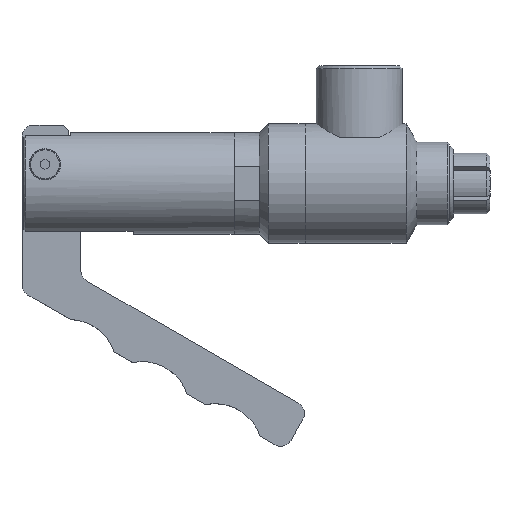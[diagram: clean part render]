
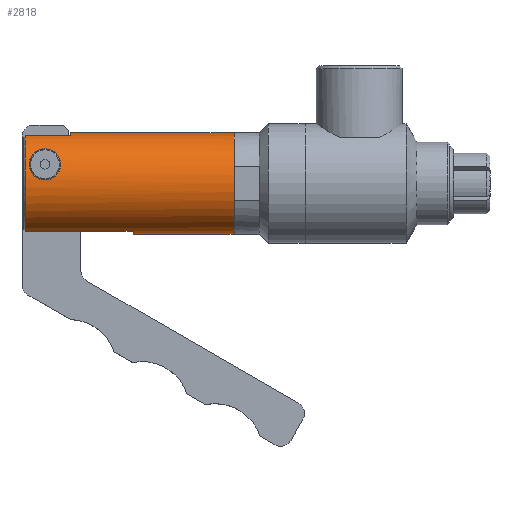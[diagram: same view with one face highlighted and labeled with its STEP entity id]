
A CAD part, top view. The second image highlights one B-rep face of the part: STEP entity #2818.
In plain terms, the highlighted cylindrical face has radius 13.462 mm (diameter 26.924 mm), a full revolution.
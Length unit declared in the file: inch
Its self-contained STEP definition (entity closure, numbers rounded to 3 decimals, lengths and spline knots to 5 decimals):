
#50=B_SPLINE_CURVE_WITH_KNOTS($,3,(#4124,#4125,#4126,#4127,#4128,#4129,
#4130,#4131,#4132,#4133,#4134,#4135,#4136,#4137,#4138,#4139,#4140,#4141,
#4142,#4143,#4144,#4145,#4146,#4147,#4148,#4149,#4150,#4151,#4152,#4153,
#4154,#4155,#4156,#4157),.UNSPECIFIED.,.T.,.F.,(4,2,2,2,2,2,2,2,2,2,2,2,
2,2,2,2,4),(0.,0.15668,0.31335,0.47644,0.63953,
0.82205,1.00457,1.16495,1.32534,1.48572,
1.64611,1.82862,2.01114,2.17423,2.33732,
2.494,2.65068),.UNSPECIFIED.);
#51=B_SPLINE_CURVE_WITH_KNOTS($,3,(#4160,#4161,#4162,#4163,#4164,#4165,
#4166,#4167,#4168,#4169,#4170,#4171,#4172,#4173,#4174,#4175,#4176,#4177,
#4178,#4179,#4180,#4181,#4182,#4183,#4184,#4185,#4186,#4187,#4188,#4189,
#4190,#4191,#4192,#4193),.UNSPECIFIED.,.T.,.F.,(4,2,2,2,2,2,2,2,2,2,2,2,
2,2,2,2,4),(0.,0.0905,0.18099,0.27693,0.37288,
0.47505,0.57722,0.66858,0.75994,
0.8513,0.94266,1.04483,1.147,1.24294,
1.33888,1.42938,1.51987),.UNSPECIFIED.);
#298=LINE($,#5105,#504);
#299=LINE($,#5107,#505);
#300=LINE($,#5111,#506);
#301=LINE($,#5115,#507);
#504=VECTOR($,#3836,0.475);
#505=VECTOR($,#3837,0.475);
#506=VECTOR($,#3840,1.125);
#507=VECTOR($,#3843,1.125);
#653=FACE_BOUND($,#1010,.T.);
#654=FACE_BOUND($,#1011,.T.);
#655=FACE_BOUND($,#1012,.T.);
#656=FACE_BOUND($,#1013,.T.);
#1010=EDGE_LOOP($,(#2527));
#1011=EDGE_LOOP($,(#2528));
#1012=EDGE_LOOP($,(#2529));
#1013=EDGE_LOOP($,(#2530,#2531,#2532,#2533,#2534,#2535,#2536,#2537));
#1169=CIRCLE($,#3095,0.53);
#1170=CIRCLE($,#3097,0.53);
#1171=CIRCLE($,#3098,0.53);
#1172=CIRCLE($,#3099,0.53);
#1173=CIRCLE($,#3100,0.53);
#1251=VERTEX_POINT($,#4123);
#1252=VERTEX_POINT($,#4159);
#1432=VERTEX_POINT($,#5093);
#1433=VERTEX_POINT($,#5094);
#1436=VERTEX_POINT($,#5102);
#1437=VERTEX_POINT($,#5104);
#1438=VERTEX_POINT($,#5106);
#1439=VERTEX_POINT($,#5108);
#1440=VERTEX_POINT($,#5110);
#1441=VERTEX_POINT($,#5112);
#1442=VERTEX_POINT($,#5114);
#1550=EDGE_CURVE($,#1251,#1251,#50,.T.);
#1551=EDGE_CURVE($,#1252,#1252,#51,.T.);
#1815=EDGE_CURVE($,#1432,#1433,#1169,.T.);
#1819=EDGE_CURVE($,#1436,#1436,#1170,.T.);
#1820=EDGE_CURVE($,#1437,#1432,#298,.T.);
#1821=EDGE_CURVE($,#1433,#1438,#299,.T.);
#1822=EDGE_CURVE($,#1438,#1439,#1171,.T.);
#1823=EDGE_CURVE($,#1439,#1440,#300,.T.);
#1824=EDGE_CURVE($,#1440,#1441,#1172,.T.);
#1825=EDGE_CURVE($,#1441,#1442,#301,.T.);
#1826=EDGE_CURVE($,#1442,#1437,#1173,.T.);
#2527=ORIENTED_EDGE($,*,*,#1550,.T.);
#2528=ORIENTED_EDGE($,*,*,#1551,.T.);
#2529=ORIENTED_EDGE($,*,*,#1819,.F.);
#2530=ORIENTED_EDGE($,*,*,#1820,.T.);
#2531=ORIENTED_EDGE($,*,*,#1815,.T.);
#2532=ORIENTED_EDGE($,*,*,#1821,.T.);
#2533=ORIENTED_EDGE($,*,*,#1822,.T.);
#2534=ORIENTED_EDGE($,*,*,#1823,.T.);
#2535=ORIENTED_EDGE($,*,*,#1824,.T.);
#2536=ORIENTED_EDGE($,*,*,#1825,.T.);
#2537=ORIENTED_EDGE($,*,*,#1826,.T.);
#2669=CYLINDRICAL_SURFACE($,#3096,0.53);
#2818=ADVANCED_FACE($,(#653,#654,#655,#656),#2669,.T.);
#3095=AXIS2_PLACEMENT_3D($,#5095,#3827,#3828);
#3096=AXIS2_PLACEMENT_3D($,#5101,#3832,#3833);
#3097=AXIS2_PLACEMENT_3D($,#5103,#3834,#3835);
#3098=AXIS2_PLACEMENT_3D($,#5109,#3838,#3839);
#3099=AXIS2_PLACEMENT_3D($,#5113,#3841,#3842);
#3100=AXIS2_PLACEMENT_3D($,#5116,#3844,#3845);
#3827=DIRECTION('center_axis',(1.,0.,0.));
#3828=DIRECTION('ref_axis',(0.,1.,0.));
#3832=DIRECTION('center_axis',(1.,0.,0.));
#3833=DIRECTION('ref_axis',(0.,1.,0.));
#3834=DIRECTION('center_axis',(1.,0.,0.));
#3835=DIRECTION('ref_axis',(0.,1.,0.));
#3836=DIRECTION($,(1.,0.,0.));
#3837=DIRECTION($,(-1.,0.,0.));
#3838=DIRECTION('center_axis',(1.,0.,0.));
#3839=DIRECTION('ref_axis',(0.,1.,0.));
#3840=DIRECTION($,(1.,0.,0.));
#3841=DIRECTION('center_axis',(1.,0.,0.));
#3842=DIRECTION('ref_axis',(0.,1.,0.));
#3843=DIRECTION($,(-1.,0.,0.));
#3844=DIRECTION('center_axis',(1.,0.,0.));
#3845=DIRECTION('ref_axis',(0.,1.,0.));
#4123=CARTESIAN_POINT('',(0.22,0.036,0.52878));
#4124=CARTESIAN_POINT('Ctrl Pts',(0.22,0.036,0.52878));
#4125=CARTESIAN_POINT('Ctrl Pts',(0.19944,0.036,0.52878));
#4126=CARTESIAN_POINT('Ctrl Pts',(0.17751,0.04011,
0.52855));
#4127=CARTESIAN_POINT('Ctrl Pts',(0.1372,0.05677,
0.52702));
#4128=CARTESIAN_POINT('Ctrl Pts',(0.11882,0.06932,
0.52565));
#4129=CARTESIAN_POINT('Ctrl Pts',(0.08926,0.09873,
0.52094));
#4130=CARTESIAN_POINT('Ctrl Pts',(0.07646,0.11769,
0.5172));
#4131=CARTESIAN_POINT('Ctrl Pts',(0.05984,0.15843,
0.50621));
#4132=CARTESIAN_POINT('Ctrl Pts',(0.056,0.18018,
0.49889));
#4133=CARTESIAN_POINT('Ctrl Pts',(0.056,0.22218,
0.48178));
#4134=CARTESIAN_POINT('Ctrl Pts',(0.06071,0.24507,
0.47054));
#4135=CARTESIAN_POINT('Ctrl Pts',(0.07879,0.28639,
0.4466));
#4136=CARTESIAN_POINT('Ctrl Pts',(0.09211,0.30485,0.43394));
#4137=CARTESIAN_POINT('Ctrl Pts',(0.12121,0.33224,0.41325));
#4138=CARTESIAN_POINT('Ctrl Pts',(0.13847,0.34384,0.40347));
#4139=CARTESIAN_POINT('Ctrl Pts',(0.1773,0.35973,0.38937));
#4140=CARTESIAN_POINT('Ctrl Pts',(0.19895,0.364,0.38523));
#4141=CARTESIAN_POINT('Ctrl Pts',(0.24105,0.364,0.38523));
#4142=CARTESIAN_POINT('Ctrl Pts',(0.2627,0.35973,0.38937));
#4143=CARTESIAN_POINT('Ctrl Pts',(0.30153,0.34384,0.40347));
#4144=CARTESIAN_POINT('Ctrl Pts',(0.31879,0.33224,0.41325));
#4145=CARTESIAN_POINT('Ctrl Pts',(0.34789,0.30485,0.43394));
#4146=CARTESIAN_POINT('Ctrl Pts',(0.36121,0.28639,0.4466));
#4147=CARTESIAN_POINT('Ctrl Pts',(0.37929,0.24507,0.47054));
#4148=CARTESIAN_POINT('Ctrl Pts',(0.384,0.22218,0.48178));
#4149=CARTESIAN_POINT('Ctrl Pts',(0.384,0.18018,0.49889));
#4150=CARTESIAN_POINT('Ctrl Pts',(0.38016,0.15843,0.50621));
#4151=CARTESIAN_POINT('Ctrl Pts',(0.36354,0.11769,0.5172));
#4152=CARTESIAN_POINT('Ctrl Pts',(0.35074,0.09873,0.52094));
#4153=CARTESIAN_POINT('Ctrl Pts',(0.32118,0.06932,
0.52565));
#4154=CARTESIAN_POINT('Ctrl Pts',(0.3028,0.05677,
0.52702));
#4155=CARTESIAN_POINT('Ctrl Pts',(0.26249,0.04011,
0.52855));
#4156=CARTESIAN_POINT('Ctrl Pts',(0.24056,0.036,0.52878));
#4157=CARTESIAN_POINT('Ctrl Pts',(0.22,0.036,0.52878));
#4159=CARTESIAN_POINT('',(0.22,0.105,-0.51949));
#4160=CARTESIAN_POINT('Ctrl Pts',(0.22,0.105,-0.51949));
#4161=CARTESIAN_POINT('Ctrl Pts',(0.23188,0.105,-0.51949));
#4162=CARTESIAN_POINT('Ctrl Pts',(0.24453,0.10737,-0.51903));
#4163=CARTESIAN_POINT('Ctrl Pts',(0.26776,0.11692,-0.51697));
#4164=CARTESIAN_POINT('Ctrl Pts',(0.27833,0.12411,-0.51533));
#4165=CARTESIAN_POINT('Ctrl Pts',(0.29549,0.141,-0.51098));
#4166=CARTESIAN_POINT('Ctrl Pts',(0.30296,0.15198,-0.50789));
#4167=CARTESIAN_POINT('Ctrl Pts',(0.31272,0.17565,-0.5002));
#4168=CARTESIAN_POINT('Ctrl Pts',(0.315,0.18834,-0.49557));
#4169=CARTESIAN_POINT('Ctrl Pts',(0.315,0.21242,-0.48576));
#4170=CARTESIAN_POINT('Ctrl Pts',(0.31244,0.22547,-0.47984));
#4171=CARTESIAN_POINT('Ctrl Pts',(0.30222,0.24932,-0.46788));
#4172=CARTESIAN_POINT('Ctrl Pts',(0.29458,0.26015,-0.46187));
#4173=CARTESIAN_POINT('Ctrl Pts',(0.27755,0.27639,-0.45231));
#4174=CARTESIAN_POINT('Ctrl Pts',(0.26734,0.28328,-0.44798));
#4175=CARTESIAN_POINT('Ctrl Pts',(0.24456,0.29259,-0.44195));
#4176=CARTESIAN_POINT('Ctrl Pts',(0.23199,0.295,-0.44031));
#4177=CARTESIAN_POINT('Ctrl Pts',(0.20801,0.295,-0.44031));
#4178=CARTESIAN_POINT('Ctrl Pts',(0.19544,0.29259,-0.44195));
#4179=CARTESIAN_POINT('Ctrl Pts',(0.17266,0.28328,-0.44798));
#4180=CARTESIAN_POINT('Ctrl Pts',(0.16245,0.27639,-0.45231));
#4181=CARTESIAN_POINT('Ctrl Pts',(0.14542,0.26015,-0.46187));
#4182=CARTESIAN_POINT('Ctrl Pts',(0.13778,0.24932,-0.46788));
#4183=CARTESIAN_POINT('Ctrl Pts',(0.12756,0.22547,-0.47984));
#4184=CARTESIAN_POINT('Ctrl Pts',(0.125,0.21242,-0.48576));
#4185=CARTESIAN_POINT('Ctrl Pts',(0.125,0.18834,-0.49557));
#4186=CARTESIAN_POINT('Ctrl Pts',(0.12728,0.17565,-0.5002));
#4187=CARTESIAN_POINT('Ctrl Pts',(0.13704,0.15198,-0.50789));
#4188=CARTESIAN_POINT('Ctrl Pts',(0.14451,0.141,-0.51098));
#4189=CARTESIAN_POINT('Ctrl Pts',(0.16167,0.12411,-0.51533));
#4190=CARTESIAN_POINT('Ctrl Pts',(0.17224,0.11692,-0.51697));
#4191=CARTESIAN_POINT('Ctrl Pts',(0.19547,0.10737,-0.51903));
#4192=CARTESIAN_POINT('Ctrl Pts',(0.20812,0.105,-0.51949));
#4193=CARTESIAN_POINT('Ctrl Pts',(0.22,0.105,-0.51949));
#5093=CARTESIAN_POINT('',(0.49,0.49939,-0.1775));
#5094=CARTESIAN_POINT('',(0.49,0.49939,0.1775));
#5095=CARTESIAN_POINT('Origin',(0.49,0.,0.));
#5101=CARTESIAN_POINT('Origin',(1.105,0.,0.));
#5102=CARTESIAN_POINT('',(2.195,0.53,0.));
#5103=CARTESIAN_POINT('Origin',(2.195,0.,0.));
#5104=CARTESIAN_POINT('',(0.015,0.49939,-0.1775));
#5105=CARTESIAN_POINT($,(1.105,0.49939,-0.1775));
#5106=CARTESIAN_POINT('',(0.015,0.49939,0.1775));
#5107=CARTESIAN_POINT($,(1.105,0.49939,0.1775));
#5108=CARTESIAN_POINT('',(0.015,-0.49939,0.1775));
#5109=CARTESIAN_POINT('Origin',(0.015,0.,0.));
#5110=CARTESIAN_POINT('',(1.14,-0.49939,0.1775));
#5111=CARTESIAN_POINT($,(1.105,-0.49939,0.1775));
#5112=CARTESIAN_POINT('',(1.14,-0.49939,-0.1775));
#5113=CARTESIAN_POINT('Origin',(1.14,0.,0.));
#5114=CARTESIAN_POINT('',(0.015,-0.49939,-0.1775));
#5115=CARTESIAN_POINT($,(1.105,-0.49939,-0.1775));
#5116=CARTESIAN_POINT('Origin',(0.015,0.,0.));
